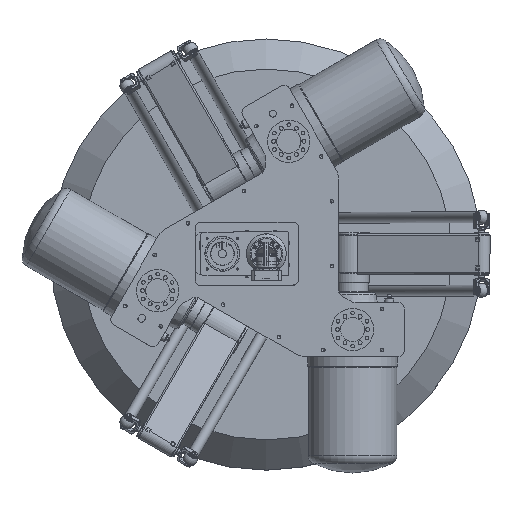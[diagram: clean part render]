
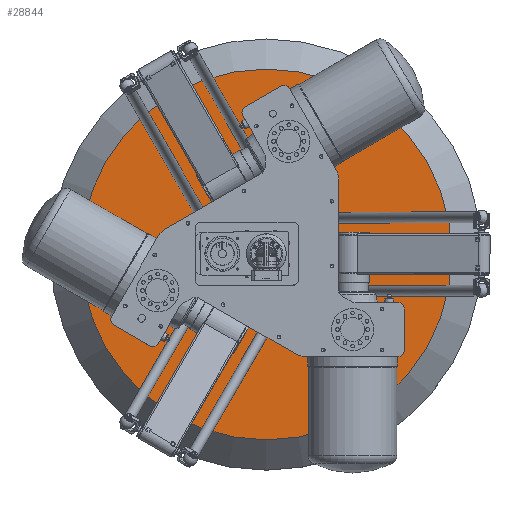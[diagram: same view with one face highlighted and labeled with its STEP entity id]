
A CAD part, top view. The second image highlights one B-rep face of the part: STEP entity #28844.
In plain terms, the highlighted face is planar.
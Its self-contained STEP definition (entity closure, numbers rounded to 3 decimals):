
#4473=CIRCLE('',#32057,430.);
#6348=FACE_OUTER_BOUND('',#8779,.T.);
#8779=EDGE_LOOP('',(#26255));
#15027=VERTEX_POINT('',#74648);
#18769=EDGE_CURVE('',#15027,#15027,#4473,.T.);
#26255=ORIENTED_EDGE('',*,*,#18769,.F.);
#27086=PLANE('',#32060);
#28844=ADVANCED_FACE('',(#6348),#27086,.T.);
#32057=AXIS2_PLACEMENT_3D('',#74649,#39882,#39883);
#32060=AXIS2_PLACEMENT_3D('',#74653,#39888,#39889);
#39882=DIRECTION('center_axis',(0.,-1.,0.));
#39883=DIRECTION('ref_axis',(1.,0.,0.));
#39888=DIRECTION('center_axis',(0.,1.,0.));
#39889=DIRECTION('ref_axis',(0.,0.,1.));
#74648=CARTESIAN_POINT('',(-430.,327.578,0.));
#74649=CARTESIAN_POINT('Origin',(0.,327.578,0.));
#74653=CARTESIAN_POINT('Origin',(0.,327.578,0.));
